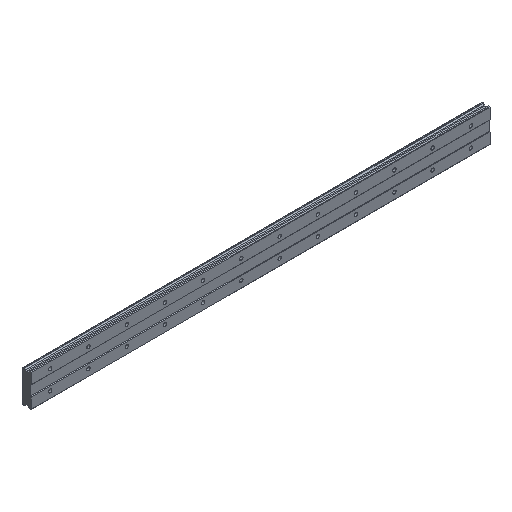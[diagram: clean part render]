
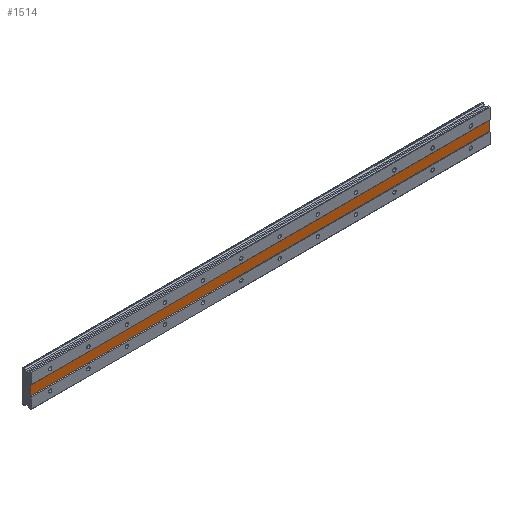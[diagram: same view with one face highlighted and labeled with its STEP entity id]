
A CAD part, isometric view. The second image highlights one B-rep face of the part: STEP entity #1514.
In plain terms, the highlighted planar face has unit normal (0, -1, 0).
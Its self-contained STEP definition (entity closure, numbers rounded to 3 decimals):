
#30 = CARTESIAN_POINT ( 'NONE',  ( 920., 1., 34.482 ) ) ;
#196 = ORIENTED_EDGE ( 'NONE', *, *, #2996, .F. ) ;
#222 = CARTESIAN_POINT ( 'NONE',  ( 920., 1., 10. ) ) ;
#348 = FACE_OUTER_BOUND ( 'NONE', #4035, .T. ) ;
#534 = ORIENTED_EDGE ( 'NONE', *, *, #2240, .T. ) ;
#703 = VERTEX_POINT ( 'NONE', #222 ) ;
#1008 = VERTEX_POINT ( 'NONE', #3175 ) ;
#1018 = CARTESIAN_POINT ( 'NONE',  ( 920., 1., -10. ) ) ;
#1099 = ORIENTED_EDGE ( 'NONE', *, *, #2537, .F. ) ;
#1514 = ADVANCED_FACE ( 'NONE', ( #348 ), #4349, .F. ) ;
#1829 = DIRECTION ( 'NONE',  ( 0., 0., 1. ) ) ;
#1848 = AXIS2_PLACEMENT_3D ( 'NONE', #4407, #3297, #1829 ) ;
#2188 = ORIENTED_EDGE ( 'NONE', *, *, #4565, .T. ) ;
#2240 = EDGE_CURVE ( 'NONE', #4154, #4448, #4506, .T. ) ;
#2491 = DIRECTION ( 'NONE',  ( 1., 0., 0. ) ) ;
#2537 = EDGE_CURVE ( 'NONE', #4154, #703, #3642, .T. ) ;
#2541 = LINE ( 'NONE', #1018, #4127 ) ;
#2675 = DIRECTION ( 'NONE',  ( 0., 0., -1. ) ) ;
#2996 = EDGE_CURVE ( 'NONE', #703, #1008, #3392, .T. ) ;
#3175 = CARTESIAN_POINT ( 'NONE',  ( 920., 1., -10. ) ) ;
#3259 = DIRECTION ( 'NONE',  ( 1., 0., 0. ) ) ;
#3297 = DIRECTION ( 'NONE',  ( 0., 1., 0. ) ) ;
#3392 = LINE ( 'NONE', #30, #4226 ) ;
#3642 = LINE ( 'NONE', #4017, #4788 ) ;
#4017 = CARTESIAN_POINT ( 'NONE',  ( 920., 1., 10. ) ) ;
#4035 = EDGE_LOOP ( 'NONE', ( #2188, #196, #1099, #534 ) ) ;
#4062 = VECTOR ( 'NONE', #4428, 1000. ) ;
#4122 = CARTESIAN_POINT ( 'NONE',  ( -40., 1., 34.482 ) ) ;
#4127 = VECTOR ( 'NONE', #2491, 1000. ) ;
#4154 = VERTEX_POINT ( 'NONE', #4285 ) ;
#4226 = VECTOR ( 'NONE', #2675, 1000. ) ;
#4285 = CARTESIAN_POINT ( 'NONE',  ( -40., 1., 10. ) ) ;
#4349 = PLANE ( 'NONE',  #1848 ) ;
#4407 = CARTESIAN_POINT ( 'NONE',  ( 920., 1., 10. ) ) ;
#4428 = DIRECTION ( 'NONE',  ( 0., 0., -1. ) ) ;
#4448 = VERTEX_POINT ( 'NONE', #4574 ) ;
#4506 = LINE ( 'NONE', #4122, #4062 ) ;
#4565 = EDGE_CURVE ( 'NONE', #4448, #1008, #2541, .T. ) ;
#4574 = CARTESIAN_POINT ( 'NONE',  ( -40., 1., -10. ) ) ;
#4788 = VECTOR ( 'NONE', #3259, 1000. ) ;
